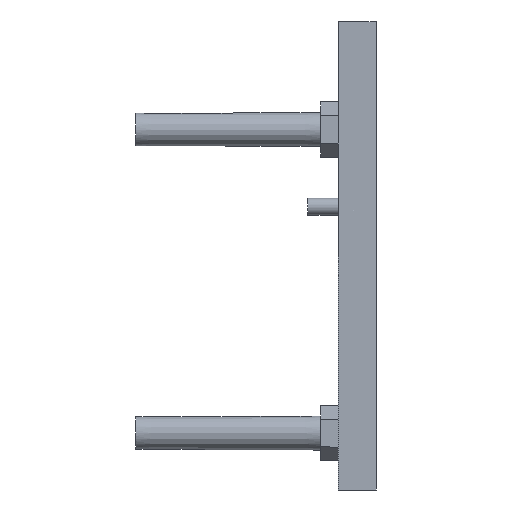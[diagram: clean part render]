
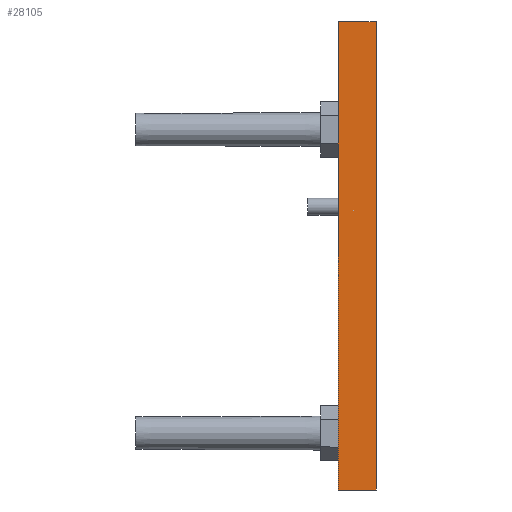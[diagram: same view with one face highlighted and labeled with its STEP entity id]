
A CAD part, left-side view. The second image highlights one B-rep face of the part: STEP entity #28105.
In plain terms, the highlighted planar face has unit normal (-1, 0, 0).
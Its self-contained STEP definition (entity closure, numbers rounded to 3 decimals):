
#44 = PLANE('',#45);
#45 = AXIS2_PLACEMENT_3D('',#46,#47,#48);
#46 = CARTESIAN_POINT('',(-105.,-10.,-5.));
#47 = DIRECTION('',(0.,0.,-1.));
#48 = DIRECTION('',(1.,0.,0.));
#141 = EDGE_CURVE('',#142,#144,#146,.T.);
#142 = VERTEX_POINT('',#143);
#143 = CARTESIAN_POINT('',(-105.,-10.,-5.));
#144 = VERTEX_POINT('',#145);
#145 = CARTESIAN_POINT('',(-105.,5.,-5.));
#146 = SURFACE_CURVE('',#147,(#151,#158),.PCURVE_S1.);
#147 = LINE('',#148,#149);
#148 = CARTESIAN_POINT('',(-105.,-10.,-5.));
#149 = VECTOR('',#150,1.);
#150 = DIRECTION('',(0.,1.,0.));
#151 = PCURVE('',#44,#152);
#152 = DEFINITIONAL_REPRESENTATION('',(#153),#157);
#153 = LINE('',#154,#155);
#154 = CARTESIAN_POINT('',(0.,0.));
#155 = VECTOR('',#156,1.);
#156 = DIRECTION('',(0.,-1.));
#157 = ( GEOMETRIC_REPRESENTATION_CONTEXT(2) 
PARAMETRIC_REPRESENTATION_CONTEXT() REPRESENTATION_CONTEXT('2D SPACE',''
  ) );
#158 = PCURVE('',#159,#164);
#159 = PLANE('',#160);
#160 = AXIS2_PLACEMENT_3D('',#161,#162,#163);
#161 = CARTESIAN_POINT('',(-105.,-10.,180.));
#162 = DIRECTION('',(-1.,0.,0.));
#163 = DIRECTION('',(0.,0.,-1.));
#164 = DEFINITIONAL_REPRESENTATION('',(#165),#169);
#165 = LINE('',#166,#167);
#166 = CARTESIAN_POINT('',(185.,0.));
#167 = VECTOR('',#168,1.);
#168 = DIRECTION('',(0.,-1.));
#169 = ( GEOMETRIC_REPRESENTATION_CONTEXT(2) 
PARAMETRIC_REPRESENTATION_CONTEXT() REPRESENTATION_CONTEXT('2D SPACE',''
  ) );
#187 = PLANE('',#188);
#188 = AXIS2_PLACEMENT_3D('',#189,#190,#191);
#189 = CARTESIAN_POINT('',(0.,5.,118.022));
#190 = DIRECTION('',(0.,1.,0.));
#191 = DIRECTION('',(0.,0.,1.));
#240 = PLANE('',#241);
#241 = AXIS2_PLACEMENT_3D('',#242,#243,#244);
#242 = CARTESIAN_POINT('',(0.,-10.,118.022));
#243 = DIRECTION('',(0.,1.,0.));
#244 = DIRECTION('',(0.,0.,1.));
#28105 = ADVANCED_FACE('',(#28106),#159,.T.);
#28106 = FACE_BOUND('',#28107,.T.);
#28107 = EDGE_LOOP('',(#28108,#28138,#28159,#28160));
#28108 = ORIENTED_EDGE('',*,*,#28109,.T.);
#28109 = EDGE_CURVE('',#28110,#28112,#28114,.T.);
#28110 = VERTEX_POINT('',#28111);
#28111 = CARTESIAN_POINT('',(-105.,-10.,180.));
#28112 = VERTEX_POINT('',#28113);
#28113 = CARTESIAN_POINT('',(-105.,5.,180.));
#28114 = SURFACE_CURVE('',#28115,(#28119,#28126),.PCURVE_S1.);
#28115 = LINE('',#28116,#28117);
#28116 = CARTESIAN_POINT('',(-105.,-10.,180.));
#28117 = VECTOR('',#28118,1.);
#28118 = DIRECTION('',(0.,1.,0.));
#28119 = PCURVE('',#159,#28120);
#28120 = DEFINITIONAL_REPRESENTATION('',(#28121),#28125);
#28121 = LINE('',#28122,#28123);
#28122 = CARTESIAN_POINT('',(0.,0.));
#28123 = VECTOR('',#28124,1.);
#28124 = DIRECTION('',(0.,-1.));
#28125 = ( GEOMETRIC_REPRESENTATION_CONTEXT(2) 
PARAMETRIC_REPRESENTATION_CONTEXT() REPRESENTATION_CONTEXT('2D SPACE',''
  ) );
#28126 = PCURVE('',#28127,#28132);
#28127 = PLANE('',#28128);
#28128 = AXIS2_PLACEMENT_3D('',#28129,#28130,#28131);
#28129 = CARTESIAN_POINT('',(105.,-10.,180.));
#28130 = DIRECTION('',(0.,0.,1.));
#28131 = DIRECTION('',(-1.,0.,0.));
#28132 = DEFINITIONAL_REPRESENTATION('',(#28133),#28137);
#28133 = LINE('',#28134,#28135);
#28134 = CARTESIAN_POINT('',(210.,0.));
#28135 = VECTOR('',#28136,1.);
#28136 = DIRECTION('',(0.,-1.));
#28137 = ( GEOMETRIC_REPRESENTATION_CONTEXT(2) 
PARAMETRIC_REPRESENTATION_CONTEXT() REPRESENTATION_CONTEXT('2D SPACE',''
  ) );
#28138 = ORIENTED_EDGE('',*,*,#28139,.T.);
#28139 = EDGE_CURVE('',#28112,#144,#28140,.T.);
#28140 = SURFACE_CURVE('',#28141,(#28145,#28152),.PCURVE_S1.);
#28141 = LINE('',#28142,#28143);
#28142 = CARTESIAN_POINT('',(-105.,5.,180.));
#28143 = VECTOR('',#28144,1.);
#28144 = DIRECTION('',(0.,0.,-1.));
#28145 = PCURVE('',#159,#28146);
#28146 = DEFINITIONAL_REPRESENTATION('',(#28147),#28151);
#28147 = LINE('',#28148,#28149);
#28148 = CARTESIAN_POINT('',(0.,-15.));
#28149 = VECTOR('',#28150,1.);
#28150 = DIRECTION('',(1.,0.));
#28151 = ( GEOMETRIC_REPRESENTATION_CONTEXT(2) 
PARAMETRIC_REPRESENTATION_CONTEXT() REPRESENTATION_CONTEXT('2D SPACE',''
  ) );
#28152 = PCURVE('',#187,#28153);
#28153 = DEFINITIONAL_REPRESENTATION('',(#28154),#28158);
#28154 = LINE('',#28155,#28156);
#28155 = CARTESIAN_POINT('',(61.978,-105.));
#28156 = VECTOR('',#28157,1.);
#28157 = DIRECTION('',(-1.,0.));
#28158 = ( GEOMETRIC_REPRESENTATION_CONTEXT(2) 
PARAMETRIC_REPRESENTATION_CONTEXT() REPRESENTATION_CONTEXT('2D SPACE',''
  ) );
#28159 = ORIENTED_EDGE('',*,*,#141,.F.);
#28160 = ORIENTED_EDGE('',*,*,#28161,.F.);
#28161 = EDGE_CURVE('',#28110,#142,#28162,.T.);
#28162 = SURFACE_CURVE('',#28163,(#28167,#28174),.PCURVE_S1.);
#28163 = LINE('',#28164,#28165);
#28164 = CARTESIAN_POINT('',(-105.,-10.,180.));
#28165 = VECTOR('',#28166,1.);
#28166 = DIRECTION('',(0.,0.,-1.));
#28167 = PCURVE('',#159,#28168);
#28168 = DEFINITIONAL_REPRESENTATION('',(#28169),#28173);
#28169 = LINE('',#28170,#28171);
#28170 = CARTESIAN_POINT('',(0.,0.));
#28171 = VECTOR('',#28172,1.);
#28172 = DIRECTION('',(1.,0.));
#28173 = ( GEOMETRIC_REPRESENTATION_CONTEXT(2) 
PARAMETRIC_REPRESENTATION_CONTEXT() REPRESENTATION_CONTEXT('2D SPACE',''
  ) );
#28174 = PCURVE('',#240,#28175);
#28175 = DEFINITIONAL_REPRESENTATION('',(#28176),#28180);
#28176 = LINE('',#28177,#28178);
#28177 = CARTESIAN_POINT('',(61.978,-105.));
#28178 = VECTOR('',#28179,1.);
#28179 = DIRECTION('',(-1.,0.));
#28180 = ( GEOMETRIC_REPRESENTATION_CONTEXT(2) 
PARAMETRIC_REPRESENTATION_CONTEXT() REPRESENTATION_CONTEXT('2D SPACE',''
  ) );
